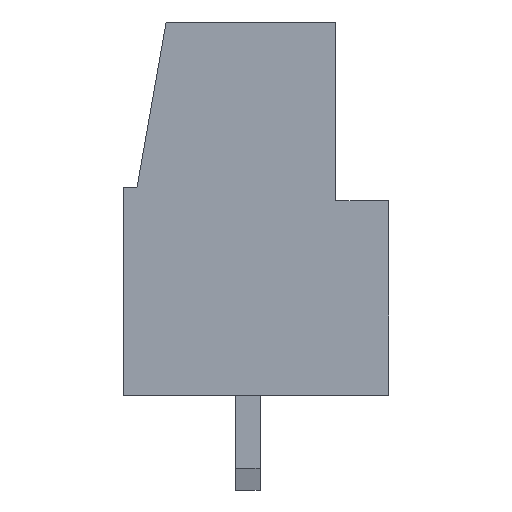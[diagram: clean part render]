
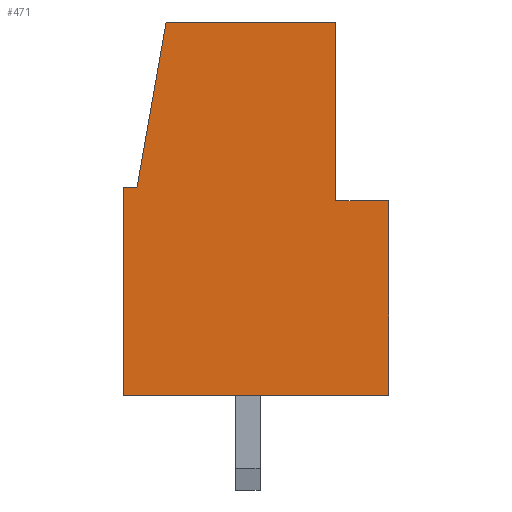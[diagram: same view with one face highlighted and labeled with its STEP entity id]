
A CAD part, left-side view. The second image highlights one B-rep face of the part: STEP entity #471.
In plain terms, the highlighted planar face has unit normal (-1, 0, 0).
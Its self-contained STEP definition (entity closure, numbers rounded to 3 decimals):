
#471 = ADVANCED_FACE( 'F0', ( #1066 ), #1067, .T. );
#1066 = FACE_OUTER_BOUND( '', #1822, .T. );
#1067 = PLANE( '', #1823 );
#1822 = EDGE_LOOP( '', ( #2989, #2990, #2991, #2992, #2993, #2994, #2995, #2996 ) );
#1823 = AXIS2_PLACEMENT_3D( '', #2997, #2998, #2999 );
#2989 = ORIENTED_EDGE( '', *, *, #4714, .T. );
#2990 = ORIENTED_EDGE( '', *, *, #4873, .T. );
#2991 = ORIENTED_EDGE( '', *, *, #4874, .F. );
#2992 = ORIENTED_EDGE( '', *, *, #4875, .T. );
#2993 = ORIENTED_EDGE( '', *, *, #4876, .T. );
#2994 = ORIENTED_EDGE( '', *, *, #4877, .T. );
#2995 = ORIENTED_EDGE( '', *, *, #4878, .T. );
#2996 = ORIENTED_EDGE( '', *, *, #4879, .T. );
#2997 = CARTESIAN_POINT( '', ( -2.5, 0., 0. ) );
#2998 = DIRECTION( '', ( -1., 0., 0. ) );
#2999 = DIRECTION( '', ( 0., 0., 1. ) );
#4714 = EDGE_CURVE( '', #5717, #5715, #5718, .T. );
#4873 = EDGE_CURVE( '', #5715, #5977, #5978, .T. );
#4874 = EDGE_CURVE( '', #5979, #5977, #5980, .T. );
#4875 = EDGE_CURVE( '', #5979, #5981, #5982, .T. );
#4876 = EDGE_CURVE( '', #5981, #5983, #5984, .T. );
#4877 = EDGE_CURVE( '', #5983, #5985, #5986, .T. );
#4878 = EDGE_CURVE( '', #5985, #5987, #5988, .T. );
#4879 = EDGE_CURVE( '', #5987, #5717, #5989, .T. );
#5715 = VERTEX_POINT( '', #7119 );
#5717 = VERTEX_POINT( '', #7122 );
#5718 = LINE( '', #7123, #7124 );
#5977 = VERTEX_POINT( '', #7505 );
#5978 = LINE( '', #7506, #7507 );
#5979 = VERTEX_POINT( '', #7508 );
#5980 = LINE( '', #7509, #7510 );
#5981 = VERTEX_POINT( '', #7511 );
#5982 = LINE( '', #7512, #7513 );
#5983 = VERTEX_POINT( '', #7514 );
#5984 = LINE( '', #7515, #7516 );
#5985 = VERTEX_POINT( '', #7517 );
#5986 = LINE( '', #7518, #7519 );
#5987 = VERTEX_POINT( '', #7520 );
#5988 = LINE( '', #7521, #7522 );
#5989 = LINE( '', #7523, #7524 );
#7119 = CARTESIAN_POINT( '', ( -2.5, -9.8, 0. ) );
#7122 = CARTESIAN_POINT( '', ( -2.5, 0., 0. ) );
#7123 = CARTESIAN_POINT( '', ( -2.5, 0., 0. ) );
#7124 = VECTOR( '', #8617, 1000. );
#7505 = CARTESIAN_POINT( '', ( -2.5, -9.8, 7.2 ) );
#7506 = CARTESIAN_POINT( '', ( -2.5, -9.8, -11.5 ) );
#7507 = VECTOR( '', #8749, 1000. );
#7508 = CARTESIAN_POINT( '', ( -2.5, -7.85, 7.2 ) );
#7509 = CARTESIAN_POINT( '', ( -2.5, 0., 7.2 ) );
#7510 = VECTOR( '', #8750, 1000. );
#7511 = CARTESIAN_POINT( '', ( -2.5, -7.85, 13.8 ) );
#7512 = CARTESIAN_POINT( '', ( -2.5, -7.85, -11.5 ) );
#7513 = VECTOR( '', #8751, 1000. );
#7514 = CARTESIAN_POINT( '', ( -2.5, -1.576, 13.8 ) );
#7515 = CARTESIAN_POINT( '', ( -2.5, 0., 13.8 ) );
#7516 = VECTOR( '', #8752, 1000. );
#7517 = CARTESIAN_POINT( '', ( -2.5, -0.5, 7.7 ) );
#7518 = CARTESIAN_POINT( '', ( -2.5, 2.885, -11.5 ) );
#7519 = VECTOR( '', #8753, 1000. );
#7520 = CARTESIAN_POINT( '', ( -2.5, 0., 7.7 ) );
#7521 = CARTESIAN_POINT( '', ( -2.5, 0., 7.7 ) );
#7522 = VECTOR( '', #8754, 1000. );
#7523 = CARTESIAN_POINT( '', ( -2.5, 0., -11.5 ) );
#7524 = VECTOR( '', #8755, 1000. );
#8617 = DIRECTION( '', ( 0., -1., 0. ) );
#8749 = DIRECTION( '', ( 0., 0., 1. ) );
#8750 = DIRECTION( '', ( 0., -1., 0. ) );
#8751 = DIRECTION( '', ( 0., 0., 1. ) );
#8752 = DIRECTION( '', ( 0., 1., 0. ) );
#8753 = DIRECTION( '', ( 0., 0.174, -0.985 ) );
#8754 = DIRECTION( '', ( 0., 1., 0. ) );
#8755 = DIRECTION( '', ( 0., 0., -1. ) );
